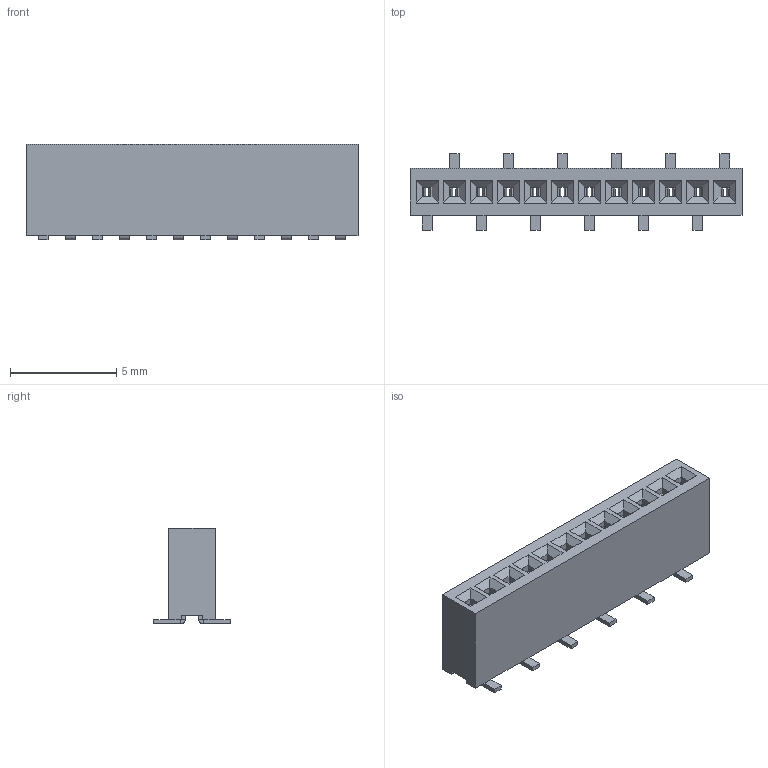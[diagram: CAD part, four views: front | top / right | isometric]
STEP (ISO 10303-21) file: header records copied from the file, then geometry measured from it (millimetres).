
FILE_DESCRIPTION (( 'STEP AP214' ), '1' );
FILE_NAME ('FFH12701-S12S1014K6M1A-REF .STEP', '2025-11-28T02:12:42', ( '' ), ( '' ), 'SwSTEP 2.0', 'SolidWorks 2021', '' );
FILE_SCHEMA (( 'AUTOMOTIVE_DESIGN' ));
Length unit declared in the file: millimetre
Products named in the file (1): FFH12701-S12S1014K6M1A-REF 
Bounding box: 15.59 x 3.6 x 4.5 mm (x, y, z)
Volume: 116.9 mm3; surface area: 560.6 mm2
Topology: 1 solids, 1 shells, 838 faces, 2076 edges, 1216 vertices
Faces by surface type: plane 682, cylinder 156
Entity records: 24118 total; most frequent: ORIENTED_EDGE 4152, CARTESIAN_POINT 4131, DIRECTION 4066, EDGE_CURVE 2076, LINE 1764, VECTOR 1764, VERTEX_POINT 1216, AXIS2_PLACEMENT_3D 1151
